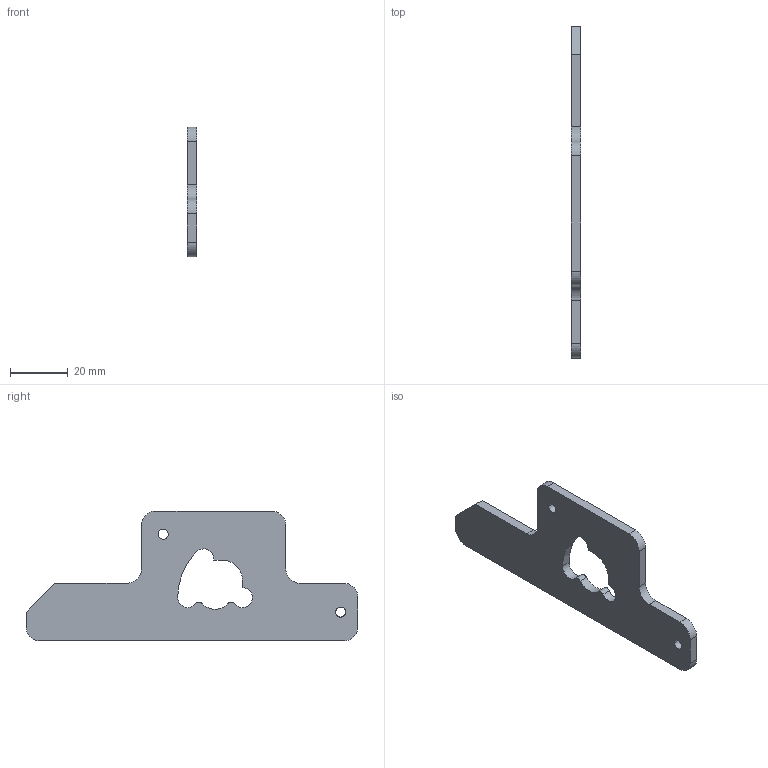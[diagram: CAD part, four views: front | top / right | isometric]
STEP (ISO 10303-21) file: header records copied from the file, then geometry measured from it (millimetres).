
FILE_DESCRIPTION((''),'2;1');
FILE_NAME('','2005-10-07T11:31:48',(''),(''),'','CADfix','');
FILE_SCHEMA(('AUTOMOTIVE_DESIGN'));
Length unit declared in the file: millimetre
Products named in the file (1): cam
Bounding box: 3.2 x 115 x 45 mm (x, y, z)
Volume: 9902.8 mm3; surface area: 7474.9 mm2
Topology: 1 solids, 1 shells, 33 faces, 101 edges, 70 vertices
Faces by surface type: bspline 33
Entity records: 1140 total; most frequent: CARTESIAN_POINT 565, ORIENTED_EDGE 202, EDGE_CURVE 101, VERTEX_POINT 70, QUASI_UNIFORM_CURVE 55, EDGE_LOOP 39, FACE_OUTER_BOUND 33, ADVANCED_FACE 33
